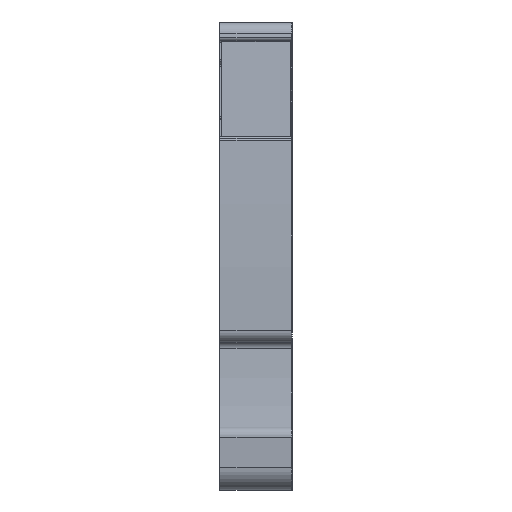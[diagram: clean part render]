
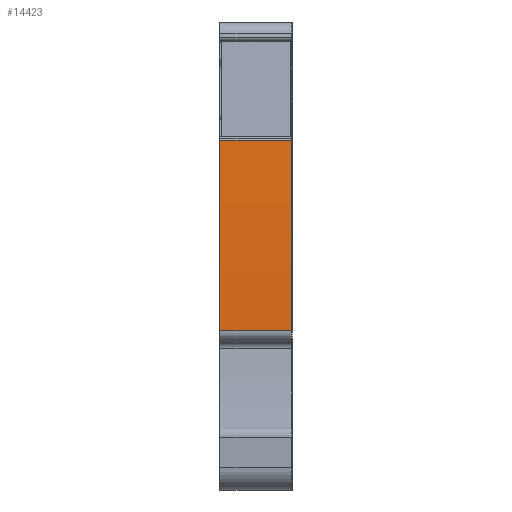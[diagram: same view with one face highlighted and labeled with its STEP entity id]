
A CAD part, front view. The second image highlights one B-rep face of the part: STEP entity #14423.
In plain terms, the highlighted cylindrical face has radius 198.503 mm (diameter 397.006 mm), a partial arc.
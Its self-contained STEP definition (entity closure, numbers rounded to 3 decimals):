
#14388=AXIS2_PLACEMENT_3D('Cylinder Axis2P3D',#14385,#14386,#14387) ;
#14401=AXIS2_PLACEMENT_3D('Circle Axis2P3D',#14399,#14400,$) ;
#14408=AXIS2_PLACEMENT_3D('Circle Axis2P3D',#14406,#14407,$) ;
#14413=AXIS2_PLACEMENT_3D('Circle Axis2P3D',#14411,#14412,$) ;
#14359=CARTESIAN_POINT('Line Origine',(3.05,1.529,13.435)) ;
#14363=CARTESIAN_POINT('Vertex',(0.,1.529,13.435)) ;
#14365=CARTESIAN_POINT('Vertex',(6.05,1.529,13.435)) ;
#14385=CARTESIAN_POINT('Axis2P3D Location',(3.05,200.008,16.501)) ;
#14390=CARTESIAN_POINT('Line Origine',(3.05,1.929,29.464)) ;
#14394=CARTESIAN_POINT('Vertex',(0.,1.929,29.464)) ;
#14396=CARTESIAN_POINT('Vertex',(6.05,1.929,29.464)) ;
#14399=CARTESIAN_POINT('Axis2P3D Location',(0.,200.008,16.501)) ;
#14403=CARTESIAN_POINT('Vertex',(0.,1.528,13.45)) ;
#14406=CARTESIAN_POINT('Axis2P3D Location',(0.,200.008,16.501)) ;
#14411=CARTESIAN_POINT('Axis2P3D Location',(6.05,200.008,16.501)) ;
#14360=DIRECTION('Vector Direction',(1.,0.,0.)) ;
#14386=DIRECTION('Axis2P3D Direction',(1.,0.,0.)) ;
#14387=DIRECTION('Axis2P3D XDirection',(0.,-0.994,0.111)) ;
#14391=DIRECTION('Vector Direction',(1.,0.,0.)) ;
#14400=DIRECTION('Axis2P3D Direction',(1.,0.,0.)) ;
#14407=DIRECTION('Axis2P3D Direction',(1.,0.,0.)) ;
#14412=DIRECTION('Axis2P3D Direction',(1.,0.,0.)) ;
#14361=VECTOR('Line Direction',#14360,1.) ;
#14392=VECTOR('Line Direction',#14391,1.) ;
#14417=ORIENTED_EDGE('',*,*,#14398,.F.) ;
#14418=ORIENTED_EDGE('',*,*,#14405,.T.) ;
#14419=ORIENTED_EDGE('',*,*,#14410,.T.) ;
#14420=ORIENTED_EDGE('',*,*,#14367,.T.) ;
#14421=ORIENTED_EDGE('',*,*,#14415,.F.) ;
#14423=ADVANCED_FACE('MLD_1',(#14422),#14389,.T.) ;
#14402=CIRCLE('generated circle',#14401,198.503) ;
#14409=CIRCLE('generated circle',#14408,198.503) ;
#14414=CIRCLE('generated circle',#14413,198.503) ;
#14389=CYLINDRICAL_SURFACE('generated cylinder',#14388,198.503) ;
#14367=EDGE_CURVE('',#14364,#14366,#14362,.T.) ;
#14398=EDGE_CURVE('',#14395,#14397,#14393,.T.) ;
#14405=EDGE_CURVE('',#14395,#14404,#14402,.T.) ;
#14410=EDGE_CURVE('',#14404,#14364,#14409,.T.) ;
#14415=EDGE_CURVE('',#14397,#14366,#14414,.T.) ;
#14416=EDGE_LOOP('',(#14417,#14418,#14419,#14420,#14421)) ;
#14422=FACE_OUTER_BOUND('',#14416,.T.) ;
#14362=LINE('Line',#14359,#14361) ;
#14393=LINE('Line',#14390,#14392) ;
#14364=VERTEX_POINT('',#14363) ;
#14366=VERTEX_POINT('',#14365) ;
#14395=VERTEX_POINT('',#14394) ;
#14397=VERTEX_POINT('',#14396) ;
#14404=VERTEX_POINT('',#14403) ;
